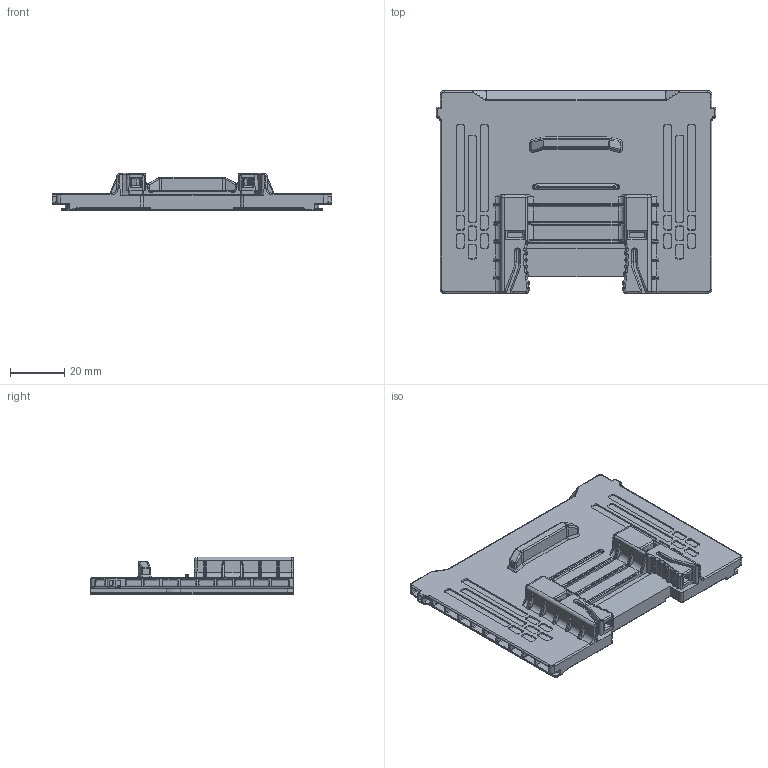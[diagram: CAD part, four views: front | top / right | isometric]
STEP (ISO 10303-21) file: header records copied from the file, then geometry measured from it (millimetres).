
FILE_DESCRIPTION(/* description */ (''),/* implementation_level */ '2;1');
FILE_NAME(/* name */ '04.07',/* time_stamp */ '2023-04-07T09:05:51+08:00',/* author */ (''),/* organization */ (''),/* preprocessor_version */ 'ST-DEVELOPER v9',/* originating_system */ 'UGS - NX 4.0',/* authorisation */ '');
FILE_SCHEMA (('CONFIG_CONTROL_DESIGN'));
Products named in the file (1): Admi6A8Ekzpo
Bounding box: 103 x 74.5 x 13.8 mm (x, y, z)
Volume: 22709.6 mm3; surface area: 28249.4 mm2
Topology: 1 solids, 1 shells, 1770 faces, 4648 edges, 2898 vertices
Faces by surface type: plane 692, cylinder 611, bspline 289, cone 114, torus 37, sphere 27
Entity records: 66152 total; most frequent: CARTESIAN_POINT 28159, ORIENTED_EDGE 9210, DIRECTION 6066, EDGE_CURVE 4605, VERTEX_POINT 2896, AXIS2_PLACEMENT_3D 2135, EDGE_LOOP 1837, LINE 1796
